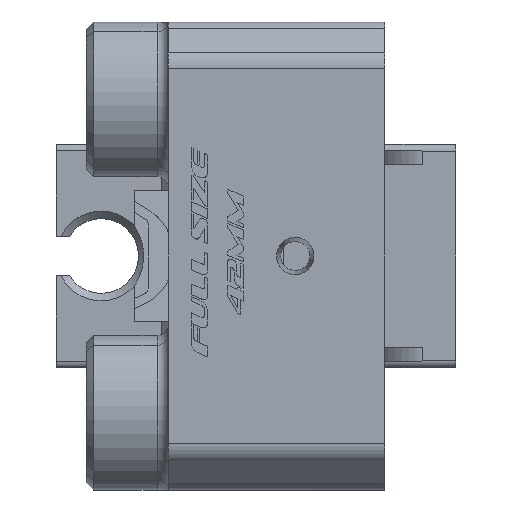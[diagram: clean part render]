
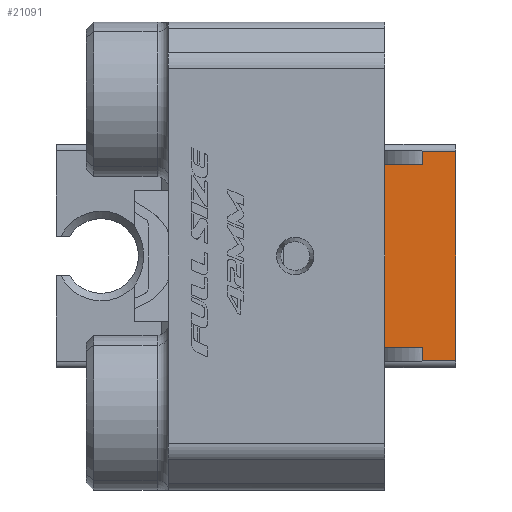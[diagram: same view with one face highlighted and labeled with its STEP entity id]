
A CAD part, left-side view. The second image highlights one B-rep face of the part: STEP entity #21091.
In plain terms, the highlighted planar face has unit normal (-1, 0, 0).
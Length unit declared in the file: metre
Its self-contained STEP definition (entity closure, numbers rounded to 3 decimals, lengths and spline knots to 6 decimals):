
#3149=ORIENTED_EDGE('',*,*,#8914,.T.);
#3150=ORIENTED_EDGE('',*,*,#8502,.F.);
#3151=ORIENTED_EDGE('',*,*,#8919,.F.);
#3152=ORIENTED_EDGE('',*,*,#8517,.F.);
#3153=ORIENTED_EDGE('',*,*,#8918,.T.);
#3154=ORIENTED_EDGE('',*,*,#8920,.T.);
#3155=ORIENTED_EDGE('',*,*,#8529,.T.);
#3156=ORIENTED_EDGE('',*,*,#8527,.T.);
#8502=EDGE_CURVE('',#11668,#11669,#13721,.T.);
#8517=EDGE_CURVE('',#11681,#11682,#13729,.T.);
#8527=EDGE_CURVE('',#11685,#11687,#13731,.T.);
#8529=EDGE_CURVE('',#11688,#11685,#13733,.T.);
#8914=EDGE_CURVE('',#11687,#11669,#13967,.T.);
#8918=EDGE_CURVE('',#11681,#11891,#13970,.T.);
#8919=EDGE_CURVE('',#11682,#11668,#13971,.T.);
#8920=EDGE_CURVE('',#11891,#11688,#13972,.T.);
#11668=VERTEX_POINT('',#30351);
#11669=VERTEX_POINT('',#30353);
#11681=VERTEX_POINT('',#30402);
#11682=VERTEX_POINT('',#30403);
#11685=VERTEX_POINT('',#30447);
#11687=VERTEX_POINT('',#30457);
#11688=VERTEX_POINT('',#30462);
#11891=VERTEX_POINT('',#34090);
#13721=LINE('',#30352,#15971);
#13729=LINE('',#30401,#15979);
#13731=LINE('',#30458,#15981);
#13733=LINE('',#30461,#15983);
#13967=LINE('',#34083,#16217);
#13970=LINE('',#34091,#16220);
#13971=LINE('',#34093,#16221);
#13972=LINE('',#34094,#16222);
#15971=VECTOR('',#24029,1.);
#15979=VECTOR('',#24047,1.);
#15981=VECTOR('',#24049,1.);
#15983=VECTOR('',#24053,1.);
#16217=VECTOR('',#24553,1.);
#16220=VECTOR('',#24564,1.);
#16221=VECTOR('',#24567,1.);
#16222=VECTOR('',#24568,1.);
#17932=EDGE_LOOP('',(#3149,#3150,#3151,#3152,#3153,#3154,#3155,#3156));
#19167=FACE_BOUND('',#17932,.T.);
#20260=PLANE('',#22216);
#21091=ADVANCED_FACE('',(#19167),#20260,.F.);
#22216=AXIS2_PLACEMENT_3D('',#34092,#24565,#24566);
#24029=DIRECTION('',(0.,0.,1.));
#24047=DIRECTION('',(0.,0.,1.));
#24049=DIRECTION('',(0.,0.,-1.));
#24053=DIRECTION('',(0.,1.,0.));
#24553=DIRECTION('',(0.,1.,0.));
#24564=DIRECTION('',(0.,-1.,0.));
#24565=DIRECTION('',(1.,0.,0.));
#24566=DIRECTION('',(0.,0.,-1.));
#24567=DIRECTION('',(0.,1.,0.));
#24568=DIRECTION('',(0.,0.,1.));
#30351=CARTESIAN_POINT('',(0.013,-0.002,-0.0122));
#30352=CARTESIAN_POINT('',(0.013,-0.002,-0.0122));
#30353=CARTESIAN_POINT('',(0.013,-0.002,0.0122));
#30401=CARTESIAN_POINT('',(0.013,-0.007074,-0.0142));
#30402=CARTESIAN_POINT('',(0.013,-0.007074,-0.014));
#30403=CARTESIAN_POINT('',(0.013,-0.007074,-0.0122));
#30447=CARTESIAN_POINT('',(0.013,-0.007074,0.014));
#30457=CARTESIAN_POINT('',(0.013,-0.007074,0.0122));
#30458=CARTESIAN_POINT('',(0.013,-0.007074,0.0142));
#30461=CARTESIAN_POINT('',(0.013,-0.0095,0.014));
#30462=CARTESIAN_POINT('',(0.013,-0.0115,0.014));
#34083=CARTESIAN_POINT('',(0.013,0.,0.0122));
#34090=CARTESIAN_POINT('',(0.013,-0.0115,-0.014));
#34091=CARTESIAN_POINT('',(0.013,-0.0095,-0.014));
#34092=CARTESIAN_POINT('',(0.013,-0.0095,0.));
#34093=CARTESIAN_POINT('',(0.013,0.,-0.0122));
#34094=CARTESIAN_POINT('',(0.013,-0.0115,0.));
